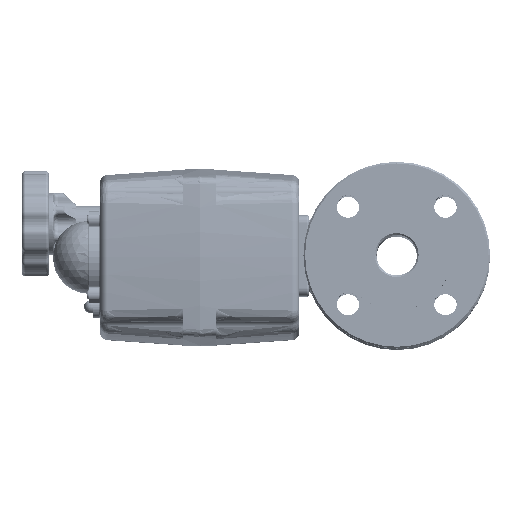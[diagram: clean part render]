
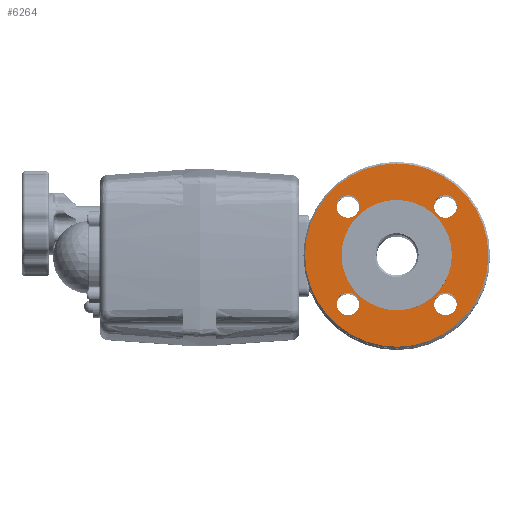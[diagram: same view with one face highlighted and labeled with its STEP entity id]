
A CAD part, left-side view. The second image highlights one B-rep face of the part: STEP entity #6264.
In plain terms, the highlighted planar face has unit normal (-1, 0, 0.009).
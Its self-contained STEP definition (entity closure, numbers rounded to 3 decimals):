
#6264=ADVANCED_FACE('',(#17193,#17194,#17195,#17196,#17197,#17198),#17199,.T.);
#17193=FACE_OUTER_BOUND('',#34849,.T.);
#17194=FACE_BOUND('',#34850,.T.);
#17195=FACE_BOUND('',#34851,.T.);
#17196=FACE_BOUND('',#34852,.T.);
#17197=FACE_BOUND('',#34853,.T.);
#17198=FACE_BOUND('',#34854,.T.);
#17199=PLANE('',#34855);
#34849=EDGE_LOOP('',(#80794,#80795));
#34850=EDGE_LOOP('',(#80796,#80797));
#34851=EDGE_LOOP('',(#80798,#80799));
#34852=EDGE_LOOP('',(#80800,#80801));
#34853=EDGE_LOOP('',(#80802,#80803));
#34854=EDGE_LOOP('',(#80804,#80805));
#34855=AXIS2_PLACEMENT_3D('',#80806,#80807,#80808);
#80794=ORIENTED_EDGE('',*,*,#124424,.F.);
#80795=ORIENTED_EDGE('',*,*,#123420,.F.);
#80796=ORIENTED_EDGE('',*,*,#123363,.T.);
#80797=ORIENTED_EDGE('',*,*,#124428,.T.);
#80798=ORIENTED_EDGE('',*,*,#124429,.T.);
#80799=ORIENTED_EDGE('',*,*,#123391,.T.);
#80800=ORIENTED_EDGE('',*,*,#124430,.T.);
#80801=ORIENTED_EDGE('',*,*,#123396,.T.);
#80802=ORIENTED_EDGE('',*,*,#124431,.T.);
#80803=ORIENTED_EDGE('',*,*,#123401,.T.);
#80804=ORIENTED_EDGE('',*,*,#124432,.T.);
#80805=ORIENTED_EDGE('',*,*,#123406,.T.);
#80806=CARTESIAN_POINT('',(-167.145,34.688,-25.96));
#80807=DIRECTION('',(-1.,0.,0.009));
#80808=DIRECTION('',(0.,1.0,0.));
#123363=EDGE_CURVE('',#141161,#141165,#141167,.T.);
#123391=EDGE_CURVE('',#141216,#141213,#141217,.T.);
#123396=EDGE_CURVE('',#141225,#141222,#141226,.T.);
#123401=EDGE_CURVE('',#141234,#141231,#141235,.T.);
#123406=EDGE_CURVE('',#141243,#141240,#141244,.T.);
#123420=EDGE_CURVE('',#141264,#141266,#141267,.T.);
#124424=EDGE_CURVE('',#141266,#141264,#142727,.T.);
#124428=EDGE_CURVE('',#141165,#141161,#142731,.T.);
#124429=EDGE_CURVE('',#141213,#141216,#142732,.T.);
#124430=EDGE_CURVE('',#141222,#141225,#142733,.T.);
#124431=EDGE_CURVE('',#141231,#141234,#142734,.T.);
#124432=EDGE_CURVE('',#141240,#141243,#142735,.T.);
#141161=VERTEX_POINT('',#166779);
#141165=VERTEX_POINT('',#166784);
#141167=CIRCLE('',#166787,34.0);
#141213=VERTEX_POINT('',#166843);
#141216=VERTEX_POINT('',#166847);
#141217=CIRCLE('',#166848,7.0);
#141222=VERTEX_POINT('',#166854);
#141225=VERTEX_POINT('',#166858);
#141226=CIRCLE('',#166859,7.0);
#141231=VERTEX_POINT('',#166865);
#141234=VERTEX_POINT('',#166869);
#141235=CIRCLE('',#166870,7.0);
#141240=VERTEX_POINT('',#166876);
#141243=VERTEX_POINT('',#166880);
#141244=CIRCLE('',#166881,7.0);
#141264=VERTEX_POINT('',#166906);
#141266=VERTEX_POINT('',#166909);
#141267=CIRCLE('',#166910,56.5);
#142727=CIRCLE('',#169682,56.5);
#142731=CIRCLE('',#169686,34.0);
#142732=CIRCLE('',#169687,7.0);
#142733=CIRCLE('',#169688,7.0);
#142734=CIRCLE('',#169689,7.0);
#142735=CIRCLE('',#169690,7.0);
#166779=CARTESIAN_POINT('',(-167.145,22.938,-25.96));
#166784=CARTESIAN_POINT('',(-167.145,-45.062,-25.96));
#166787=AXIS2_PLACEMENT_3D('',#211861,#211862,#211863);
#166843=CARTESIAN_POINT('',(-167.355,-41.114,-49.011));
#166847=CARTESIAN_POINT('',(-167.482,-41.114,-63.01));
#166848=AXIS2_PLACEMENT_3D('',#211905,#211906,#211907);
#166854=CARTESIAN_POINT('',(-166.808,18.99,11.091));
#166858=CARTESIAN_POINT('',(-166.936,18.99,-2.908));
#166859=AXIS2_PLACEMENT_3D('',#211913,#211914,#211915);
#166865=CARTESIAN_POINT('',(-167.355,18.99,-49.011));
#166869=CARTESIAN_POINT('',(-167.482,18.99,-63.01));
#166870=AXIS2_PLACEMENT_3D('',#211921,#211922,#211923);
#166876=CARTESIAN_POINT('',(-166.808,-41.114,11.091));
#166880=CARTESIAN_POINT('',(-166.936,-41.114,-2.908));
#166881=AXIS2_PLACEMENT_3D('',#211929,#211930,#211931);
#166906=CARTESIAN_POINT('',(-167.145,-67.562,-25.96));
#166909=CARTESIAN_POINT('',(-167.145,45.438,-25.96));
#166910=AXIS2_PLACEMENT_3D('',#211950,#211951,#211952);
#169682=AXIS2_PLACEMENT_3D('',#212863,#212864,#212865);
#169686=AXIS2_PLACEMENT_3D('',#212869,#212870,#212871);
#169687=AXIS2_PLACEMENT_3D('',#212872,#212873,#212874);
#169688=AXIS2_PLACEMENT_3D('',#212875,#212876,#212877);
#169689=AXIS2_PLACEMENT_3D('',#212878,#212879,#212880);
#169690=AXIS2_PLACEMENT_3D('',#212881,#212882,#212883);
#211861=CARTESIAN_POINT('',(-167.145,-11.062,-25.96));
#211862=DIRECTION('',(1.,0.,-0.009));
#211863=DIRECTION('',(0.,1.0,0.));
#211905=CARTESIAN_POINT('',(-167.418,-41.114,-56.01));
#211906=DIRECTION('',(1.,0.,-0.009));
#211907=DIRECTION('',(0.009,0.,1.));
#211913=CARTESIAN_POINT('',(-166.872,18.99,4.091));
#211914=DIRECTION('',(1.,0.,-0.009));
#211915=DIRECTION('',(0.009,0.,1.));
#211921=CARTESIAN_POINT('',(-167.418,18.99,-56.01));
#211922=DIRECTION('',(1.,0.,-0.009));
#211923=DIRECTION('',(0.009,0.,1.));
#211929=CARTESIAN_POINT('',(-166.872,-41.114,4.091));
#211930=DIRECTION('',(1.,0.,-0.009));
#211931=DIRECTION('',(0.009,0.,1.));
#211950=CARTESIAN_POINT('',(-167.145,-11.062,-25.96));
#211951=DIRECTION('',(1.,0.,-0.009));
#211952=DIRECTION('',(0.,-1.0,0.));
#212863=CARTESIAN_POINT('',(-167.145,-11.062,-25.96));
#212864=DIRECTION('',(1.,0.,-0.009));
#212865=DIRECTION('',(0.,-1.0,0.));
#212869=CARTESIAN_POINT('',(-167.145,-11.062,-25.96));
#212870=DIRECTION('',(1.,0.,-0.009));
#212871=DIRECTION('',(0.,1.0,0.));
#212872=CARTESIAN_POINT('',(-167.418,-41.114,-56.01));
#212873=DIRECTION('',(1.,0.,-0.009));
#212874=DIRECTION('',(0.009,0.,1.));
#212875=CARTESIAN_POINT('',(-166.872,18.99,4.091));
#212876=DIRECTION('',(1.,0.,-0.009));
#212877=DIRECTION('',(0.009,0.,1.));
#212878=CARTESIAN_POINT('',(-167.418,18.99,-56.01));
#212879=DIRECTION('',(1.,0.,-0.009));
#212880=DIRECTION('',(0.009,0.,1.));
#212881=CARTESIAN_POINT('',(-166.872,-41.114,4.091));
#212882=DIRECTION('',(1.,0.,-0.009));
#212883=DIRECTION('',(0.009,0.,1.));
